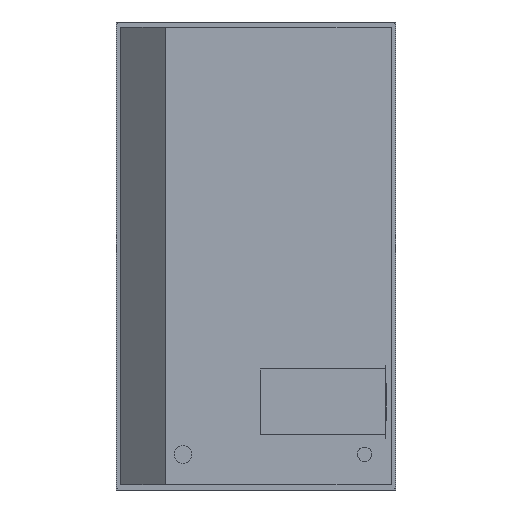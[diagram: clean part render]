
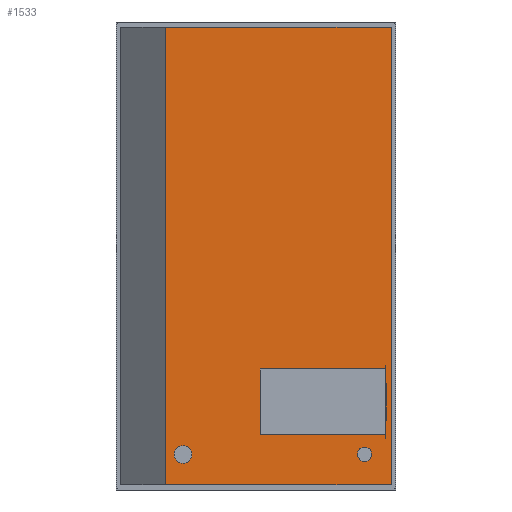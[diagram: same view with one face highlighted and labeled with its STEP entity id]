
A CAD part, front view. The second image highlights one B-rep face of the part: STEP entity #1533.
In plain terms, the highlighted planar face has unit normal (0, -1, 0).
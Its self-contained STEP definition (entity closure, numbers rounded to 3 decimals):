
#20=FACE_BOUND('',#163,.T.);
#21=FACE_BOUND('',#164,.T.);
#72=FACE_OUTER_BOUND('',#162,.T.);
#162=EDGE_LOOP('',(#1152,#1153,#1154,#1155));
#163=EDGE_LOOP('',(#1156,#1157));
#164=EDGE_LOOP('',(#1158,#1159));
#220=CIRCLE('',#1619,25.);
#221=CIRCLE('',#1620,25.);
#224=CIRCLE('',#1625,20.);
#225=CIRCLE('',#1626,20.);
#308=LINE('',#2299,#500);
#311=LINE('',#2305,#503);
#318=LINE('',#2319,#510);
#319=LINE('',#2321,#511);
#500=VECTOR('',#1867,10.);
#503=VECTOR('',#1872,10.);
#510=VECTOR('',#1891,10.);
#511=VECTOR('',#1894,10.);
#638=VERTEX_POINT('',#2177);
#639=VERTEX_POINT('',#2179);
#642=VERTEX_POINT('',#2188);
#643=VERTEX_POINT('',#2190);
#679=VERTEX_POINT('',#2296);
#680=VERTEX_POINT('',#2298);
#681=VERTEX_POINT('',#2302);
#682=VERTEX_POINT('',#2304);
#789=EDGE_CURVE('',#639,#638,#220,.T.);
#790=EDGE_CURVE('',#638,#639,#221,.T.);
#794=EDGE_CURVE('',#643,#642,#224,.T.);
#795=EDGE_CURVE('',#642,#643,#225,.T.);
#846=EDGE_CURVE('',#679,#680,#308,.T.);
#849=EDGE_CURVE('',#681,#682,#311,.T.);
#856=EDGE_CURVE('',#682,#679,#318,.T.);
#857=EDGE_CURVE('',#681,#680,#319,.T.);
#1152=ORIENTED_EDGE('',*,*,#856,.F.);
#1153=ORIENTED_EDGE('',*,*,#849,.F.);
#1154=ORIENTED_EDGE('',*,*,#857,.T.);
#1155=ORIENTED_EDGE('',*,*,#846,.F.);
#1156=ORIENTED_EDGE('',*,*,#789,.T.);
#1157=ORIENTED_EDGE('',*,*,#790,.T.);
#1158=ORIENTED_EDGE('',*,*,#794,.T.);
#1159=ORIENTED_EDGE('',*,*,#795,.T.);
#1450=PLANE('',#1653);
#1533=ADVANCED_FACE('',(#72,#20,#21),#1450,.T.);
#1619=AXIS2_PLACEMENT_3D('',#2180,#1762,#1763);
#1620=AXIS2_PLACEMENT_3D('',#2181,#1764,#1765);
#1625=AXIS2_PLACEMENT_3D('',#2191,#1775,#1776);
#1626=AXIS2_PLACEMENT_3D('',#2192,#1777,#1778);
#1653=AXIS2_PLACEMENT_3D('',#2320,#1892,#1893);
#1762=DIRECTION('center_axis',(0.,1.,0.));
#1763=DIRECTION('ref_axis',(1.,0.,0.));
#1764=DIRECTION('center_axis',(0.,1.,0.));
#1765=DIRECTION('ref_axis',(1.,0.,0.));
#1775=DIRECTION('center_axis',(0.,1.,0.));
#1776=DIRECTION('ref_axis',(1.,0.,0.));
#1777=DIRECTION('center_axis',(0.,1.,0.));
#1778=DIRECTION('ref_axis',(1.,0.,0.));
#1867=DIRECTION('',(1.,0.,0.));
#1872=DIRECTION('',(-1.,0.,0.));
#1891=DIRECTION('',(0.,0.,1.));
#1892=DIRECTION('center_axis',(0.,-1.,0.));
#1893=DIRECTION('ref_axis',(1.,0.,0.));
#1894=DIRECTION('',(0.,0.,1.));
#2177=CARTESIAN_POINT('',(-230.,0.,-557.5));
#2179=CARTESIAN_POINT('',(-180.,0.,-557.5));
#2180=CARTESIAN_POINT('Origin',(-205.,0.,-557.5));
#2181=CARTESIAN_POINT('Origin',(-205.,0.,-557.5));
#2188=CARTESIAN_POINT('',(285.,0.,-557.5));
#2190=CARTESIAN_POINT('',(325.,0.,-557.5));
#2191=CARTESIAN_POINT('Origin',(305.,0.,-557.5));
#2192=CARTESIAN_POINT('Origin',(305.,0.,-557.5));
#2296=CARTESIAN_POINT('',(-255.,0.,642.5));
#2298=CARTESIAN_POINT('',(380.,0.,642.5));
#2299=CARTESIAN_POINT('',(-255.,0.,642.5));
#2302=CARTESIAN_POINT('',(380.,0.,-642.5));
#2304=CARTESIAN_POINT('',(-255.,0.,-642.5));
#2305=CARTESIAN_POINT('',(-255.,0.,-642.5));
#2319=CARTESIAN_POINT('',(-255.,0.,0.));
#2320=CARTESIAN_POINT('Origin',(-255.,0.,0.));
#2321=CARTESIAN_POINT('',(380.,0.,0.));
